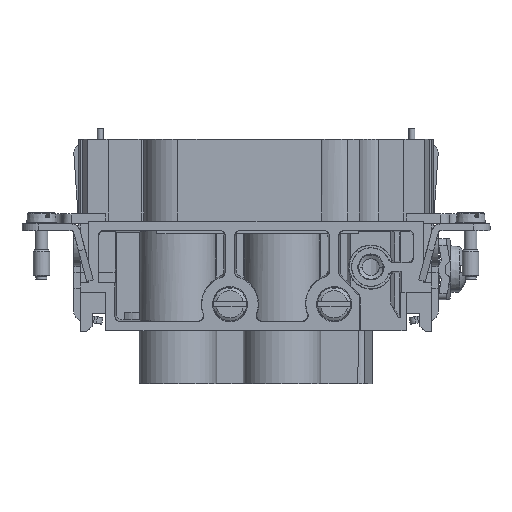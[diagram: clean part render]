
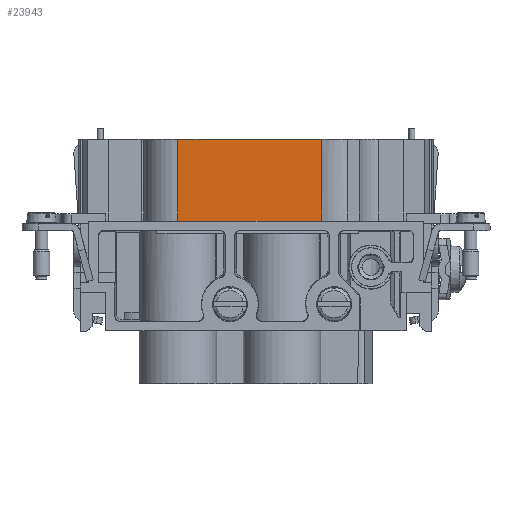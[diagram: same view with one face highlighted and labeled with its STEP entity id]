
A CAD part, left-side view. The second image highlights one B-rep face of the part: STEP entity #23943.
In plain terms, the highlighted planar face has unit normal (-1, 0, 0).
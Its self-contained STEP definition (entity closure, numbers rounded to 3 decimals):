
#23916=AXIS2_PLACEMENT_3D('Plane Axis2P3D',#23913,#23914,#23915) ;
#13097=CARTESIAN_POINT('Vertex',(4.35,56.35,29.4)) ;
#13100=CARTESIAN_POINT('Line Origine',(4.35,56.35,36.8)) ;
#13104=CARTESIAN_POINT('Vertex',(4.35,56.35,44.2)) ;
#23913=CARTESIAN_POINT('Axis2P3D Location',(4.35,30.4,29.4)) ;
#23918=CARTESIAN_POINT('Line Origine',(4.35,43.375,29.4)) ;
#23922=CARTESIAN_POINT('Vertex',(4.35,30.4,29.4)) ;
#23925=CARTESIAN_POINT('Line Origine',(4.35,30.4,36.8)) ;
#23929=CARTESIAN_POINT('Vertex',(4.35,30.4,44.2)) ;
#23932=CARTESIAN_POINT('Line Origine',(4.35,43.375,44.2)) ;
#13101=DIRECTION('Vector Direction',(0.,0.,1.)) ;
#23914=DIRECTION('Axis2P3D Direction',(1.,0.,0.)) ;
#23915=DIRECTION('Axis2P3D XDirection',(0.,1.,0.)) ;
#23919=DIRECTION('Vector Direction',(0.,1.,0.)) ;
#23926=DIRECTION('Vector Direction',(0.,0.,1.)) ;
#23933=DIRECTION('Vector Direction',(0.,1.,0.)) ;
#13102=VECTOR('Line Direction',#13101,1.) ;
#23920=VECTOR('Line Direction',#23919,1.) ;
#23927=VECTOR('Line Direction',#23926,1.) ;
#23934=VECTOR('Line Direction',#23933,1.) ;
#23938=ORIENTED_EDGE('',*,*,#13106,.F.) ;
#23939=ORIENTED_EDGE('',*,*,#23924,.T.) ;
#23940=ORIENTED_EDGE('',*,*,#23931,.T.) ;
#23941=ORIENTED_EDGE('',*,*,#23936,.F.) ;
#23943=ADVANCED_FACE('Hauptk\X2\00F6\X0\rper',(#23942),#23917,.F.) ;
#13106=EDGE_CURVE('',#13098,#13105,#13103,.T.) ;
#23924=EDGE_CURVE('',#13098,#23923,#23921,.F.) ;
#23931=EDGE_CURVE('',#23923,#23930,#23928,.T.) ;
#23936=EDGE_CURVE('',#13105,#23930,#23935,.F.) ;
#23937=EDGE_LOOP('',(#23938,#23939,#23940,#23941)) ;
#23942=FACE_OUTER_BOUND('',#23937,.T.) ;
#13103=LINE('Line',#13100,#13102) ;
#23921=LINE('Line',#23918,#23920) ;
#23928=LINE('Line',#23925,#23927) ;
#23935=LINE('Line',#23932,#23934) ;
#23917=PLANE('',#23916) ;
#13098=VERTEX_POINT('',#13097) ;
#13105=VERTEX_POINT('',#13104) ;
#23923=VERTEX_POINT('',#23922) ;
#23930=VERTEX_POINT('',#23929) ;
